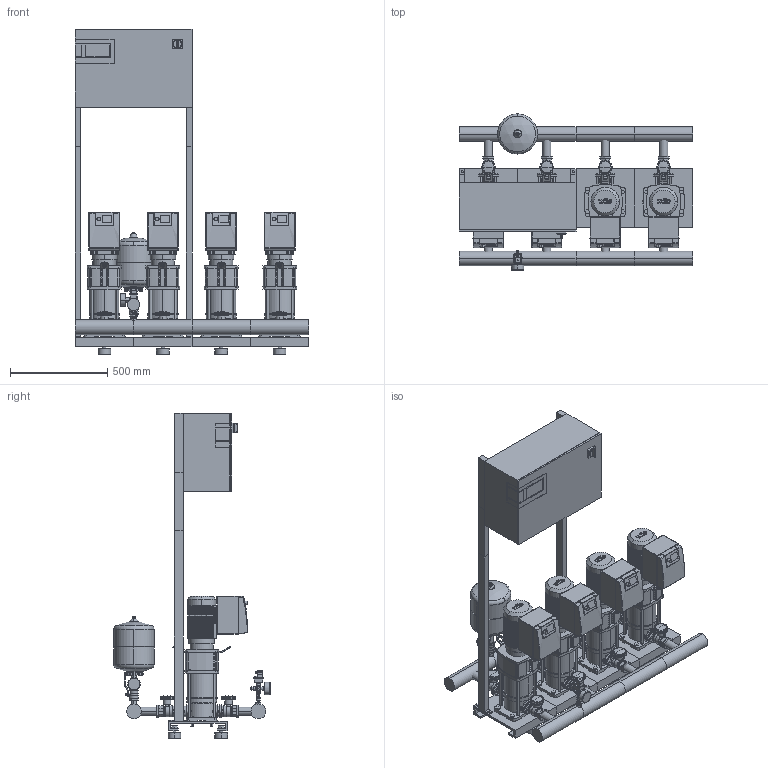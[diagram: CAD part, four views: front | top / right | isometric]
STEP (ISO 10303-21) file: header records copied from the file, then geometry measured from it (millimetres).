
FILE_DESCRIPTION((''),'2;1');
FILE_NAME('3d_COR-4HELIXVE602_K_CCE-01-2539335.stp','2015-10-05T07:09:19',(''),(''),'Mechanical Desktop 2009','Mechanical Desktop 2009',', , ');
FILE_SCHEMA(('CONFIG_CONTROL_DESIGN'));
Length unit declared in the file: millimetre
Products named in the file (1): Product
Bounding box: 1200 x 802 x 1670 mm (x, y, z)
Volume: 154166786.8 mm3; surface area: 8806151.1 mm2
Topology: 194 solids, 194 shells, 5605 faces, 14215 edges, 9228 vertices
Faces by surface type: plane 2344, cylinder 1578, bspline 1322, cone 205, torus 100, sphere 56
Entity records: 179616 total; most frequent: CARTESIAN_POINT 45418, ORIENTED_EDGE 28290, DIRECTION 26494, EDGE_CURVE 14145, VERTEX_POINT 9221, VECTOR 9044, LINE 9044, AXIS2_PLACEMENT_3D 8725
